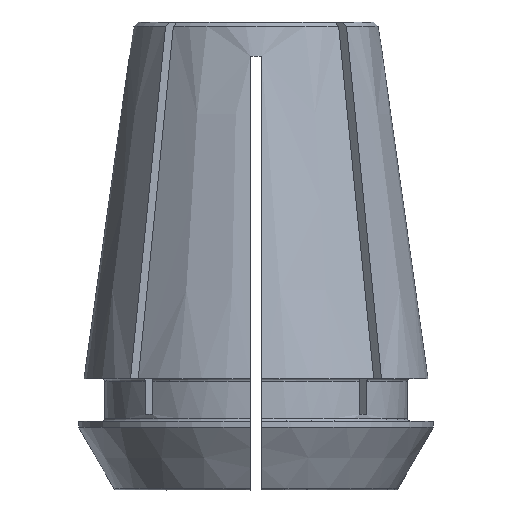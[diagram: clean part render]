
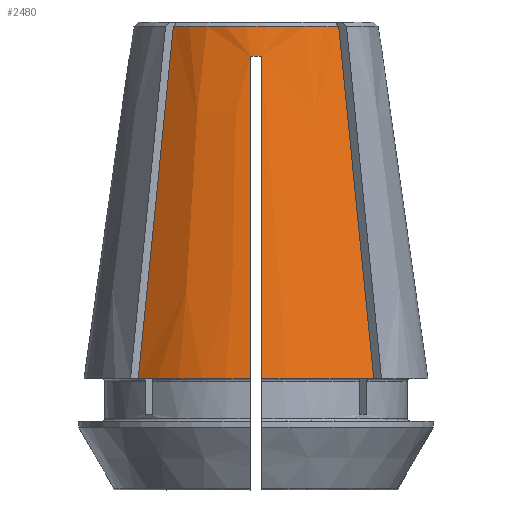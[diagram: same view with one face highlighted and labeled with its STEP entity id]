
A CAD part, front view. The second image highlights one B-rep face of the part: STEP entity #2480.
In plain terms, the highlighted conical face has half-angle 8 degrees and reference radius 8.86 mm.
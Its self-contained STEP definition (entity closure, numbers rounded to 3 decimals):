
#55=CONICAL_SURFACE('',#2680,8.86,0.14);
#103=CIRCLE('',#2613,9.211);
#147=CIRCLE('',#2681,12.5);
#148=CIRCLE('',#2682,8.902);
#149=CIRCLE('',#2683,12.5);
#827=ORIENTED_EDGE('',*,*,#1587,.T.);
#828=ORIENTED_EDGE('',*,*,#1588,.T.);
#829=ORIENTED_EDGE('',*,*,#1589,.F.);
#830=ORIENTED_EDGE('',*,*,#1590,.T.);
#831=ORIENTED_EDGE('',*,*,#1591,.T.);
#832=ORIENTED_EDGE('',*,*,#1592,.F.);
#833=ORIENTED_EDGE('',*,*,#1480,.F.);
#834=ORIENTED_EDGE('',*,*,#1495,.T.);
#1480=EDGE_CURVE('',#1871,#1868,#103,.T.);
#1495=EDGE_CURVE('',#1871,#1886,#2080,.T.);
#1587=EDGE_CURVE('',#1886,#1958,#147,.T.);
#1588=EDGE_CURVE('',#1958,#1959,#2097,.T.);
#1589=EDGE_CURVE('',#1960,#1959,#148,.T.);
#1590=EDGE_CURVE('',#1960,#1961,#2098,.T.);
#1591=EDGE_CURVE('',#1961,#1962,#149,.T.);
#1592=EDGE_CURVE('',#1868,#1962,#2099,.T.);
#1868=VERTEX_POINT('',#3848);
#1871=VERTEX_POINT('',#3853);
#1886=VERTEX_POINT('',#3896);
#1958=VERTEX_POINT('',#4159);
#1959=VERTEX_POINT('',#4167);
#1960=VERTEX_POINT('',#4169);
#1961=VERTEX_POINT('',#4177);
#1962=VERTEX_POINT('',#4179);
#2080=B_SPLINE_CURVE_WITH_KNOTS('',3,(#3897,#3898,#3899,#3900,#3901,#3902,
#3903,#3904,#3905,#3906),.UNSPECIFIED.,.F.,.F.,(4,3,3,4),(0.014,
0.017,0.034,0.038),.UNSPECIFIED.);
#2097=B_SPLINE_CURVE_WITH_KNOTS('',3,(#4160,#4161,#4162,#4163,#4164,#4165,
#4166),.UNSPECIFIED.,.F.,.F.,(4,3,4),(0.,0.022,
0.026),.UNSPECIFIED.);
#2098=B_SPLINE_CURVE_WITH_KNOTS('',3,(#4170,#4171,#4172,#4173,#4174,#4175,
#4176),.UNSPECIFIED.,.F.,.F.,(4,3,4),(0.,0.016,
0.026),.UNSPECIFIED.);
#2099=B_SPLINE_CURVE_WITH_KNOTS('',3,(#4180,#4181,#4182,#4183,#4184,#4185,
#4186,#4187,#4188,#4189),.UNSPECIFIED.,.F.,.F.,(4,3,3,4),(0.014,
0.017,0.034,0.038),.UNSPECIFIED.);
#2156=EDGE_LOOP('',(#827,#828,#829,#830,#831,#832,#833,#834));
#2288=FACE_BOUND('',#2156,.T.);
#2480=ADVANCED_FACE('',(#2288),#55,.T.);
#2613=AXIS2_PLACEMENT_3D('',#3854,#2968,#2969);
#2680=AXIS2_PLACEMENT_3D('',#4157,#3144,#3145);
#2681=AXIS2_PLACEMENT_3D('',#4158,#3146,#3147);
#2682=AXIS2_PLACEMENT_3D('',#4168,#3148,#3149);
#2683=AXIS2_PLACEMENT_3D('',#4178,#3150,#3151);
#2968=DIRECTION('',(0.,0.,-1.));
#2969=DIRECTION('',(-1.,0.,0.));
#3144=DIRECTION('',(0.,0.,-1.));
#3145=DIRECTION('',(-1.,0.,0.));
#3146=DIRECTION('',(0.,0.,1.));
#3147=DIRECTION('',(1.,0.,0.));
#3148=DIRECTION('',(0.,0.,1.));
#3149=DIRECTION('',(1.,0.,0.));
#3150=DIRECTION('',(0.,0.,1.));
#3151=DIRECTION('',(1.,0.,0.));
#3848=CARTESIAN_POINT('',(-0.4,-9.203,26.5));
#3853=CARTESIAN_POINT('',(0.4,-9.203,26.5));
#3854=CARTESIAN_POINT('',(0.,0.,26.5));
#3896=CARTESIAN_POINT('',(0.4,-12.494,3.1));
#3897=CARTESIAN_POINT('',(0.4,-9.203,26.5));
#3898=CARTESIAN_POINT('',(0.4,-9.341,25.513));
#3899=CARTESIAN_POINT('',(0.4,-9.48,24.527));
#3900=CARTESIAN_POINT('',(0.4,-9.619,23.54));
#3901=CARTESIAN_POINT('',(0.4,-10.404,17.961));
#3902=CARTESIAN_POINT('',(0.4,-11.188,12.381));
#3903=CARTESIAN_POINT('',(0.4,-11.973,6.802));
#3904=CARTESIAN_POINT('',(0.4,-12.147,5.568));
#3905=CARTESIAN_POINT('',(0.4,-12.32,4.334));
#3906=CARTESIAN_POINT('',(0.4,-12.494,3.1));
#4157=CARTESIAN_POINT('',(0.,0.,29.));
#4158=CARTESIAN_POINT('',(0.,0.,3.1));
#4159=CARTESIAN_POINT('',(8.551,-9.117,3.1));
#4160=CARTESIAN_POINT('',(8.551,-9.117,3.1));
#4161=CARTESIAN_POINT('',(7.831,-8.397,10.344));
#4162=CARTESIAN_POINT('',(7.111,-7.677,17.588));
#4163=CARTESIAN_POINT('',(6.39,-6.956,24.832));
#4164=CARTESIAN_POINT('',(6.262,-6.828,26.122));
#4165=CARTESIAN_POINT('',(6.134,-6.699,27.413));
#4166=CARTESIAN_POINT('',(6.005,-6.571,28.703));
#4167=CARTESIAN_POINT('',(6.005,-6.571,28.703));
#4168=CARTESIAN_POINT('',(0.,0.,28.703));
#4169=CARTESIAN_POINT('',(-6.005,-6.571,28.703));
#4170=CARTESIAN_POINT('',(-6.005,-6.571,28.703));
#4171=CARTESIAN_POINT('',(-6.518,-7.084,23.544));
#4172=CARTESIAN_POINT('',(-7.031,-7.597,18.386));
#4173=CARTESIAN_POINT('',(-7.544,-8.11,13.227));
#4174=CARTESIAN_POINT('',(-7.88,-8.446,9.851));
#4175=CARTESIAN_POINT('',(-8.216,-8.782,6.476));
#4176=CARTESIAN_POINT('',(-8.551,-9.117,3.1));
#4177=CARTESIAN_POINT('',(-8.551,-9.117,3.1));
#4178=CARTESIAN_POINT('',(0.,0.,3.1));
#4179=CARTESIAN_POINT('',(-0.4,-12.494,3.1));
#4180=CARTESIAN_POINT('',(-0.4,-9.203,26.5));
#4181=CARTESIAN_POINT('',(-0.4,-9.341,25.513));
#4182=CARTESIAN_POINT('',(-0.4,-9.48,24.527));
#4183=CARTESIAN_POINT('',(-0.4,-9.619,23.54));
#4184=CARTESIAN_POINT('',(-0.4,-10.404,17.961));
#4185=CARTESIAN_POINT('',(-0.4,-11.188,12.381));
#4186=CARTESIAN_POINT('',(-0.4,-11.973,6.802));
#4187=CARTESIAN_POINT('',(-0.4,-12.147,5.568));
#4188=CARTESIAN_POINT('',(-0.4,-12.32,4.334));
#4189=CARTESIAN_POINT('',(-0.4,-12.494,3.1));
